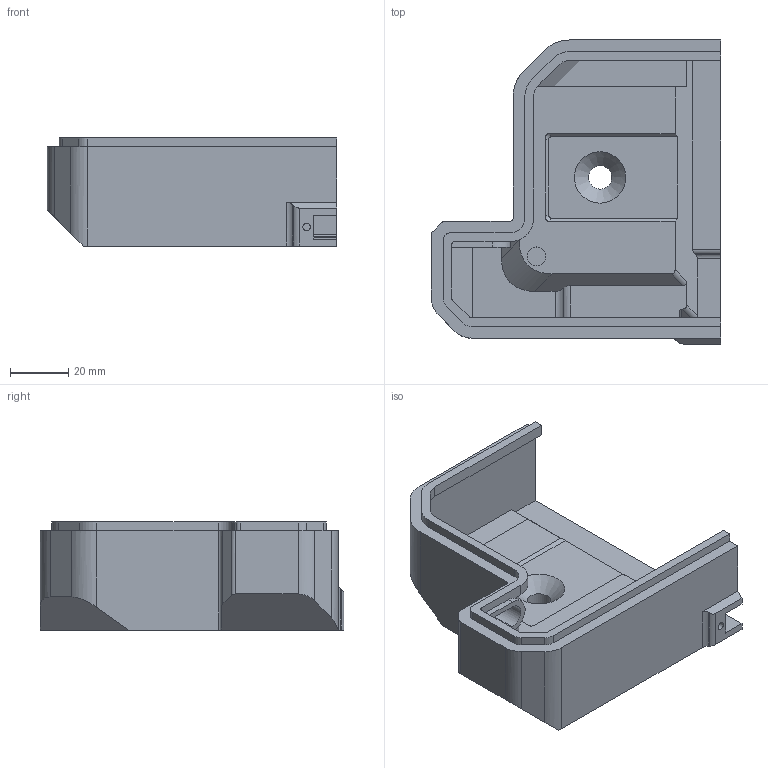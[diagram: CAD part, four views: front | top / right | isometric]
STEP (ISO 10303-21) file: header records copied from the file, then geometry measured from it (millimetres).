
FILE_DESCRIPTION(('HOOPS Exchange Step'),'2;1');
FILE_NAME('temp_export','2021-11-09T22:14:20+19:00',('poastoast'),('Shapr3D Limited'),'HOOPS Exchange 2021.1','Shapr3D','Authorized');
FILE_SCHEMA( ('AP203_CONFIGURATION_CONTROLLED_3D_DESIGN_OF_MECHANICAL_PARTS_AND_ASSEMBLIES_MIM_LF') );
Length unit declared in the file: millimetre
Products named in the file (2): 0; 6E3EDBD6-C7EF-4C70-9B38-709CDAC91EAE.tmp
Assembly tree (1 placements, depth 2):
  6E3EDBD6-C7EF-4C70-9B38-709CDAC91EAE.tmp
    0
Bounding box: 99 x 104 x 37 mm (x, y, z)
Volume: 86154.7 mm3; surface area: 37423.9 mm2
Topology: 1 solids, 1 shells, 128 faces, 372 edges, 249 vertices
Faces by surface type: plane 80, cylinder 45, cone 3
Full cylindrical faces by diameter (mm): 2.6 x1, 6.4 x1, 8 x1
Entity records: 4307 total; most frequent: CARTESIAN_POINT 755, ORIENTED_EDGE 744, DIRECTION 736, EDGE_CURVE 372, VECTOR 268, LINE 268, VERTEX_POINT 249, AXIS2_PLACEMENT_3D 234
